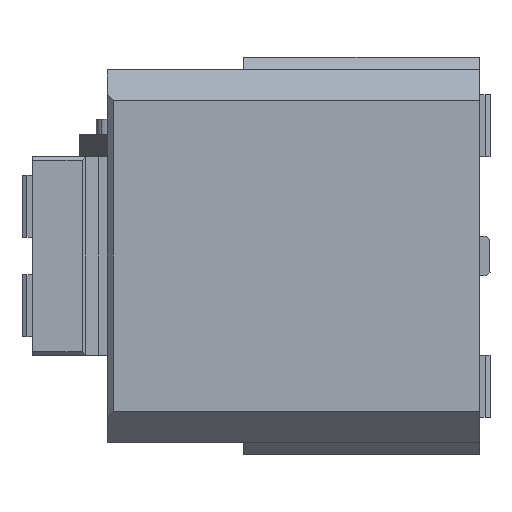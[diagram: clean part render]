
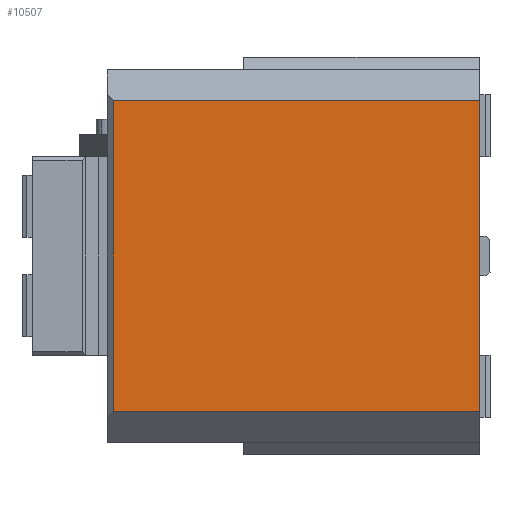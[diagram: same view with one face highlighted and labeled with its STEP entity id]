
A CAD part, left-side view. The second image highlights one B-rep face of the part: STEP entity #10507.
In plain terms, the highlighted planar face has unit normal (-1, 0, 0).
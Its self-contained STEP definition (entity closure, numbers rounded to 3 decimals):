
#9418=CARTESIAN_POINT('Vertex',(0.,0.,125.)) ;
#9421=CARTESIAN_POINT('Line Origine',(0.,0.,0.)) ;
#9425=CARTESIAN_POINT('Vertex',(0.,0.,-125.)) ;
#10468=CARTESIAN_POINT('Vertex',(0.,295.,125.)) ;
#10471=CARTESIAN_POINT('Line Origine',(0.,147.5,125.)) ;
#10484=CARTESIAN_POINT('Axis2P3D Location',(0.,0.,135.)) ;
#10489=CARTESIAN_POINT('Line Origine',(0.,295.,0.)) ;
#10493=CARTESIAN_POINT('Vertex',(0.,295.,-125.)) ;
#10496=CARTESIAN_POINT('Line Origine',(0.,147.5,-125.)) ;
#9422=DIRECTION('Vector Direction',(0.,0.,-1.)) ;
#10472=DIRECTION('Vector Direction',(0.,-1.,0.)) ;
#10485=DIRECTION('Axis2P3D Direction',(-1.,0.,0.)) ;
#10486=DIRECTION('Axis2P3D XDirection',(0.,0.,1.)) ;
#10490=DIRECTION('Vector Direction',(0.,0.,-1.)) ;
#10497=DIRECTION('Vector Direction',(0.,-1.,0.)) ;
#10487=AXIS2_PLACEMENT_3D('Plane Axis2P3D',#10484,#10485,#10486) ;
#10502=ORIENTED_EDGE('',*,*,#9427,.F.) ;
#10503=ORIENTED_EDGE('',*,*,#10475,.F.) ;
#10504=ORIENTED_EDGE('',*,*,#10495,.T.) ;
#10505=ORIENTED_EDGE('',*,*,#10500,.T.) ;
#9423=VECTOR('Line Direction',#9422,1.) ;
#10473=VECTOR('Line Direction',#10472,1.) ;
#10491=VECTOR('Line Direction',#10490,1.) ;
#10498=VECTOR('Line Direction',#10497,1.) ;
#10507=ADVANCED_FACE('CAM HOLDER',(#10506),#10488,.T.) ;
#9427=EDGE_CURVE('',#9419,#9426,#9424,.T.) ;
#10475=EDGE_CURVE('',#10469,#9419,#10474,.T.) ;
#10495=EDGE_CURVE('',#10469,#10494,#10492,.T.) ;
#10500=EDGE_CURVE('',#10494,#9426,#10499,.T.) ;
#10501=EDGE_LOOP('',(#10502,#10503,#10504,#10505)) ;
#10506=FACE_OUTER_BOUND('',#10501,.T.) ;
#9424=LINE('Line',#9421,#9423) ;
#10474=LINE('Line',#10471,#10473) ;
#10492=LINE('Line',#10489,#10491) ;
#10499=LINE('Line',#10496,#10498) ;
#10488=PLANE('Plane',#10487) ;
#9419=VERTEX_POINT('',#9418) ;
#9426=VERTEX_POINT('',#9425) ;
#10469=VERTEX_POINT('',#10468) ;
#10494=VERTEX_POINT('',#10493) ;
